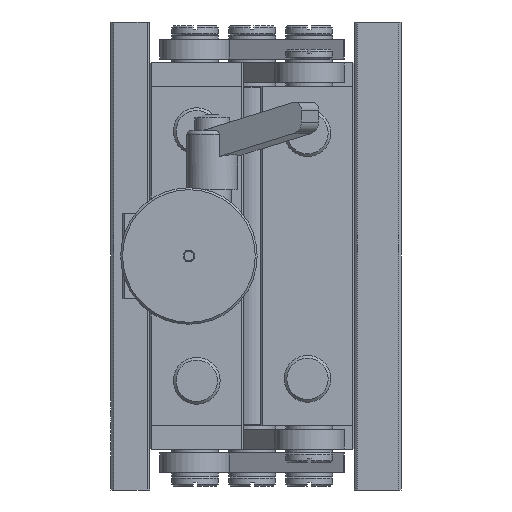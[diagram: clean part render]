
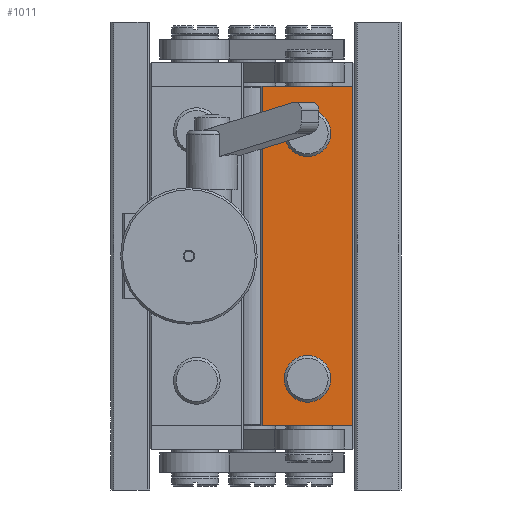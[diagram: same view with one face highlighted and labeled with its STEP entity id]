
A CAD part, left-side view. The second image highlights one B-rep face of the part: STEP entity #1011.
In plain terms, the highlighted planar face has unit normal (-1, 0, 0).
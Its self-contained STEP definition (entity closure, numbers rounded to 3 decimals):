
#159 = ORIENTED_EDGE ( 'NONE', *, *, #7635, .T. ) ;
#188 = VERTEX_POINT ( 'NONE', #14270 ) ;
#190 = ORIENTED_EDGE ( 'NONE', *, *, #1541, .T. ) ;
#392 = VERTEX_POINT ( 'NONE', #8616 ) ;
#510 = AXIS2_PLACEMENT_3D ( 'NONE', #3961, #7663, #10282 ) ;
#1011 = ADVANCED_FACE ( 'NONE', ( #1354, #7579, #2705 ), #10359, .T. ) ;
#1161 = EDGE_LOOP ( 'NONE', ( #190 ) ) ;
#1346 = DIRECTION ( 'NONE',  ( 1., 0., 0. ) ) ;
#1354 = FACE_OUTER_BOUND ( 'NONE', #5459, .T. ) ;
#1410 = EDGE_CURVE ( 'NONE', #392, #6497, #9052, .T. ) ;
#1446 = ORIENTED_EDGE ( 'NONE', *, *, #4248, .T. ) ;
#1514 = CARTESIAN_POINT ( 'NONE',  ( 0., 24., -85.5 ) ) ;
#1541 = EDGE_CURVE ( 'NONE', #15026, #15026, #15569, .T. ) ;
#1650 = CARTESIAN_POINT ( 'NONE',  ( 0., 35.59, -103.5 ) ) ;
#1681 = ORIENTED_EDGE ( 'NONE', *, *, #7145, .F. ) ;
#1863 = AXIS2_PLACEMENT_3D ( 'NONE', #9558, #5605, #4596 ) ;
#2445 = CARTESIAN_POINT ( 'NONE',  ( 0., 24., -91.5 ) ) ;
#2468 = AXIS2_PLACEMENT_3D ( 'NONE', #2445, #1346, #12780 ) ;
#2705 = FACE_BOUND ( 'NONE', #1161, .T. ) ;
#3565 = CARTESIAN_POINT ( 'NONE',  ( 0., 0., -16.5 ) ) ;
#3961 = CARTESIAN_POINT ( 'NONE',  ( 0., 35.59, -103.5 ) ) ;
#4248 = EDGE_CURVE ( 'NONE', #6497, #188, #9472, .T. ) ;
#4596 = DIRECTION ( 'NONE',  ( 0., 0., 1. ) ) ;
#4762 = VECTOR ( 'NONE', #14639, 1000. ) ;
#5459 = EDGE_LOOP ( 'NONE', ( #1446, #8090, #1681, #7122 ) ) ;
#5605 = DIRECTION ( 'NONE',  ( 1., 0., 0. ) ) ;
#5887 = CARTESIAN_POINT ( 'NONE',  ( 0., 12.41, -103.5 ) ) ;
#6497 = VERTEX_POINT ( 'NONE', #14714 ) ;
#6695 = DIRECTION ( 'NONE',  ( 0., 0., -1. ) ) ;
#7020 = DIRECTION ( 'NONE',  ( 0., -1., 0. ) ) ;
#7122 = ORIENTED_EDGE ( 'NONE', *, *, #1410, .T. ) ;
#7145 = EDGE_CURVE ( 'NONE', #392, #13129, #9967, .T. ) ;
#7579 = FACE_BOUND ( 'NONE', #16271, .T. ) ;
#7635 = EDGE_CURVE ( 'NONE', #9348, #9348, #10259, .T. ) ;
#7663 = DIRECTION ( 'NONE',  ( -1., 0., 0. ) ) ;
#8041 = DIRECTION ( 'NONE',  ( 0., -1., 0. ) ) ;
#8065 = VECTOR ( 'NONE', #6695, 1000. ) ;
#8090 = ORIENTED_EDGE ( 'NONE', *, *, #11348, .T. ) ;
#8204 = CARTESIAN_POINT ( 'NONE',  ( 0., 0., -103.5 ) ) ;
#8328 = CARTESIAN_POINT ( 'NONE',  ( 0., 12.41, -16.5 ) ) ;
#8376 = VECTOR ( 'NONE', #7020, 1000. ) ;
#8616 = CARTESIAN_POINT ( 'NONE',  ( 0., 35.59, -16.5 ) ) ;
#9052 = LINE ( 'NONE', #1650, #8065 ) ;
#9348 = VERTEX_POINT ( 'NONE', #1514 ) ;
#9472 = LINE ( 'NONE', #8204, #13802 ) ;
#9558 = CARTESIAN_POINT ( 'NONE',  ( 0., 24., -28.5 ) ) ;
#9967 = LINE ( 'NONE', #3565, #8376 ) ;
#10259 = CIRCLE ( 'NONE', #2468, 6. ) ;
#10282 = DIRECTION ( 'NONE',  ( 0., 0., 1. ) ) ;
#10359 = PLANE ( 'NONE',  #510 ) ;
#11348 = EDGE_CURVE ( 'NONE', #188, #13129, #12263, .T. ) ;
#12263 = LINE ( 'NONE', #5887, #4762 ) ;
#12780 = DIRECTION ( 'NONE',  ( 0., 0., 1. ) ) ;
#13129 = VERTEX_POINT ( 'NONE', #8328 ) ;
#13514 = CARTESIAN_POINT ( 'NONE',  ( 0., 24., -22.5 ) ) ;
#13802 = VECTOR ( 'NONE', #8041, 1000. ) ;
#14270 = CARTESIAN_POINT ( 'NONE',  ( 0., 12.41, -103.5 ) ) ;
#14639 = DIRECTION ( 'NONE',  ( 0., 0., 1. ) ) ;
#14714 = CARTESIAN_POINT ( 'NONE',  ( 0., 35.59, -103.5 ) ) ;
#15026 = VERTEX_POINT ( 'NONE', #13514 ) ;
#15569 = CIRCLE ( 'NONE', #1863, 6. ) ;
#16271 = EDGE_LOOP ( 'NONE', ( #159 ) ) ;
